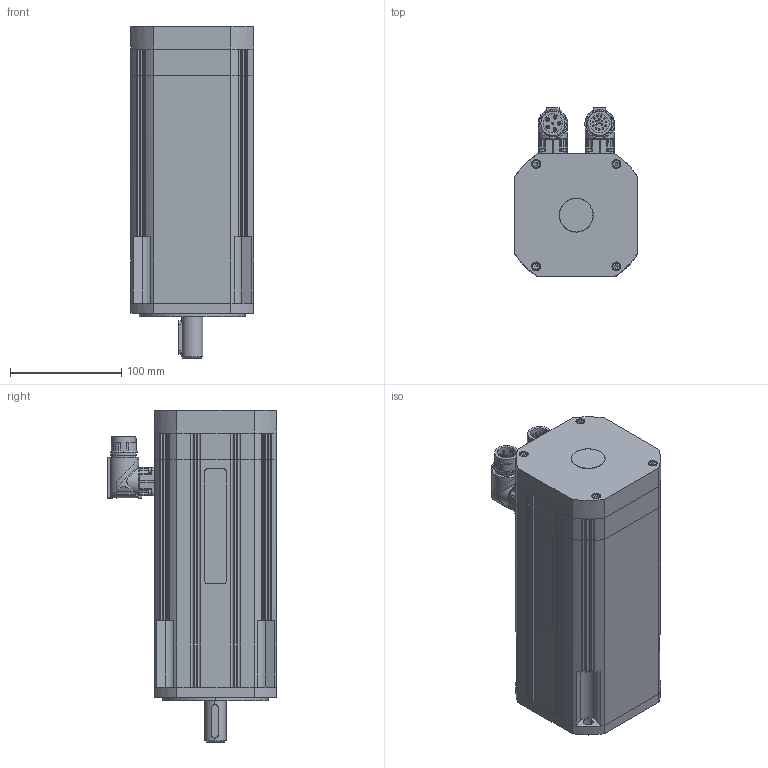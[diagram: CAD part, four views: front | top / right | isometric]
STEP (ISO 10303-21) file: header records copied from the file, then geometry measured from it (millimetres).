
FILE_DESCRIPTION((''),'2;1');
FILE_NAME('FP-1311 + Encoder Heidenhain ECN-EQN 1100.stp','2012-03-05T08:55:52',('jlopez'),(''),'Autodesk Inventor 9','Autodesk Inventor 9','');
FILE_SCHEMA(('AUTOMOTIVE_DESIGN { 1 0 10303 214 1 1 1 1 }'));
Length unit declared in the file: millimetre
Products named in the file (1): Pieza1
Bounding box: 110.5 x 152.15 x 297.9 mm (x, y, z)
Volume: 2943080.6 mm3; surface area: 171536.8 mm2
Topology: 22 solids, 22 shells, 1435 faces, 3680 edges, 2211 vertices
Faces by surface type: cylinder 644, plane 461, cone 148, bspline 86, torus 50, sphere 46
Entity records: 44208 total; most frequent: CARTESIAN_POINT 9490, DIRECTION 7709, ORIENTED_EDGE 7112, EDGE_CURVE 3556, AXIS2_PLACEMENT_3D 3040, VERTEX_POINT 2211, VECTOR 1629, LINE 1629
